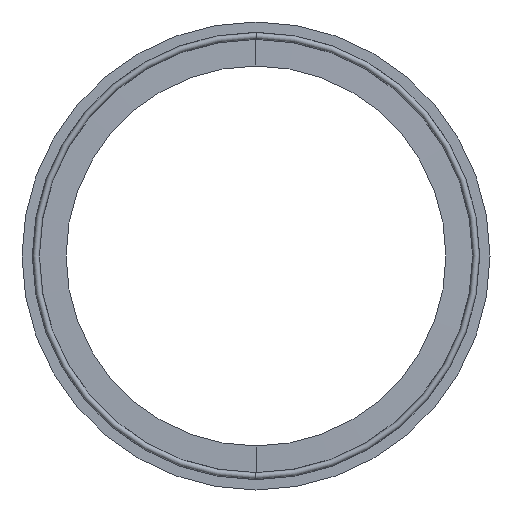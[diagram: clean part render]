
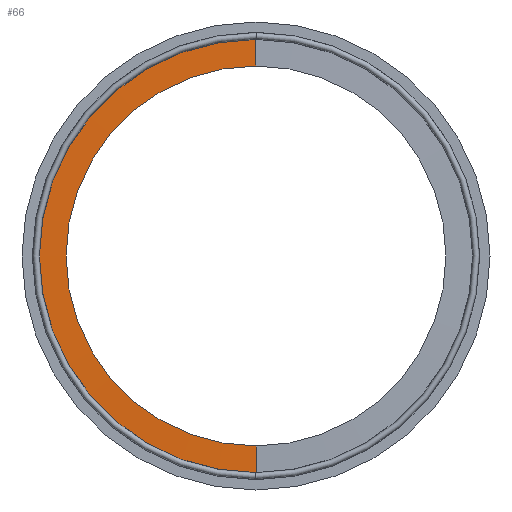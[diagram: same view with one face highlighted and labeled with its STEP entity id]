
A CAD part, left-side view. The second image highlights one B-rep face of the part: STEP entity #66.
In plain terms, the highlighted conical face has half-angle 89 degrees and reference radius 85.8 mm.
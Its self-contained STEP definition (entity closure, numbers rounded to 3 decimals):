
#37 = CARTESIAN_POINT ( 'NONE',  ( -0.867, 0., -85.597 ) ) ;
#66 = ADVANCED_FACE ( 'NONE', ( #651 ), #741, .T. ) ;
#83 = DIRECTION ( 'NONE',  ( 0.017, 0., 1. ) ) ;
#94 = CARTESIAN_POINT ( 'NONE',  ( -1.05, 0., -75.1 ) ) ;
#100 = EDGE_CURVE ( 'NONE', #324, #893, #364, .T. ) ;
#112 = ORIENTED_EDGE ( 'NONE', *, *, #362, .F. ) ;
#161 = AXIS2_PLACEMENT_3D ( 'NONE', #798, #167, #223 ) ;
#167 = DIRECTION ( 'NONE',  ( 1., 0., 0. ) ) ;
#223 = DIRECTION ( 'NONE',  ( 0., 0., -1. ) ) ;
#227 = CARTESIAN_POINT ( 'NONE',  ( -1.05, 0., 0. ) ) ;
#245 = AXIS2_PLACEMENT_3D ( 'NONE', #227, #607, #323 ) ;
#300 = VECTOR ( 'NONE', #83, 1000. ) ;
#301 = CARTESIAN_POINT ( 'NONE',  ( -0.867, 0., 0. ) ) ;
#312 = CIRCLE ( 'NONE', #794, 85.597 ) ;
#323 = DIRECTION ( 'NONE',  ( 0., 0., 1. ) ) ;
#324 = VERTEX_POINT ( 'NONE', #488 ) ;
#361 = VERTEX_POINT ( 'NONE', #94 ) ;
#362 = EDGE_CURVE ( 'NONE', #361, #864, #368, .T. ) ;
#364 = LINE ( 'NONE', #444, #300 ) ;
#368 = LINE ( 'NONE', #796, #532 ) ;
#369 = CARTESIAN_POINT ( 'NONE',  ( -0.867, 0., 85.597 ) ) ;
#434 = EDGE_CURVE ( 'NONE', #324, #361, #863, .T. ) ;
#444 = CARTESIAN_POINT ( 'NONE',  ( -0.863, 0., 85.8 ) ) ;
#488 = CARTESIAN_POINT ( 'NONE',  ( -1.05, 0., 75.1 ) ) ;
#532 = VECTOR ( 'NONE', #800, 1000. ) ;
#566 = EDGE_LOOP ( 'NONE', ( #736, #832, #770, #112 ) ) ;
#607 = DIRECTION ( 'NONE',  ( -1., 0., 0. ) ) ;
#651 = FACE_OUTER_BOUND ( 'NONE', #566, .T. ) ;
#666 = DIRECTION ( 'NONE',  ( 0., 0., -1. ) ) ;
#736 = ORIENTED_EDGE ( 'NONE', *, *, #434, .F. ) ;
#741 = CONICAL_SURFACE ( 'NONE', #161, 85.8, 1.553 ) ;
#770 = ORIENTED_EDGE ( 'NONE', *, *, #876, .T. ) ;
#794 = AXIS2_PLACEMENT_3D ( 'NONE', #301, #873, #666 ) ;
#796 = CARTESIAN_POINT ( 'NONE',  ( -0.863, 0., -85.8 ) ) ;
#798 = CARTESIAN_POINT ( 'NONE',  ( -0.863, 0., 0. ) ) ;
#800 = DIRECTION ( 'NONE',  ( 0.017, 0., -1. ) ) ;
#832 = ORIENTED_EDGE ( 'NONE', *, *, #100, .T. ) ;
#863 = CIRCLE ( 'NONE', #245, 75.1 ) ;
#864 = VERTEX_POINT ( 'NONE', #37 ) ;
#873 = DIRECTION ( 'NONE',  ( -1., 0., 0. ) ) ;
#876 = EDGE_CURVE ( 'NONE', #893, #864, #312, .T. ) ;
#893 = VERTEX_POINT ( 'NONE', #369 ) ;
